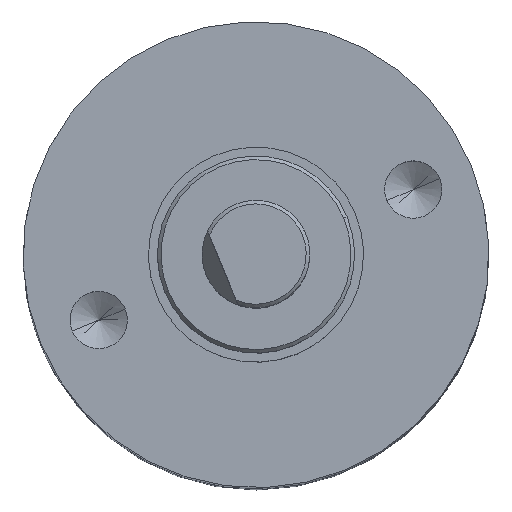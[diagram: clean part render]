
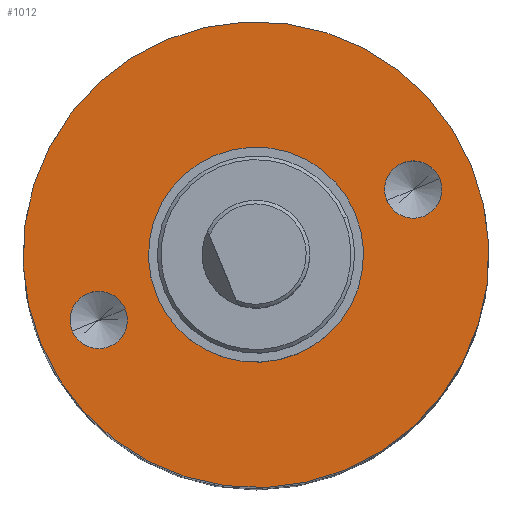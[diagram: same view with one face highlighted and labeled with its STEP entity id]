
A CAD part, top view. The second image highlights one B-rep face of the part: STEP entity #1012.
In plain terms, the highlighted face is planar.
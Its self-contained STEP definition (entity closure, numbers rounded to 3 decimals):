
#23 = DIRECTION ( 'NONE',  ( 1., 0., 0. ) ) ;
#114 = EDGE_CURVE ( 'NONE', #2503, #1454, #3010, .T. ) ;
#162 = CARTESIAN_POINT ( 'NONE',  ( 3., 0., 0. ) ) ;
#165 = ORIENTED_EDGE ( 'NONE', *, *, #992, .F. ) ;
#195 = ORIENTED_EDGE ( 'NONE', *, *, #1039, .F. ) ;
#198 = CIRCLE ( 'NONE', #1073, 0.8 ) ;
#346 = CARTESIAN_POINT ( 'NONE',  ( -3., 0., 0. ) ) ;
#373 = AXIS2_PLACEMENT_3D ( 'NONE', #5104, #2558, #23 ) ;
#380 = CARTESIAN_POINT ( 'NONE',  ( 0., 0., 0. ) ) ;
#381 = VERTEX_POINT ( 'NONE', #5217 ) ;
#393 = CARTESIAN_POINT ( 'NONE',  ( 4.75, 0., 0. ) ) ;
#495 = ORIENTED_EDGE ( 'NONE', *, *, #894, .T. ) ;
#602 = ORIENTED_EDGE ( 'NONE', *, *, #3174, .T. ) ;
#640 = VERTEX_POINT ( 'NONE', #3022 ) ;
#671 = DIRECTION ( 'NONE',  ( 0., 0., 1. ) ) ;
#818 = DIRECTION ( 'NONE',  ( 1., 0., 0. ) ) ;
#835 = DIRECTION ( 'NONE',  ( -1., 0., 0. ) ) ;
#867 = EDGE_CURVE ( 'NONE', #2750, #1611, #4202, .T. ) ;
#875 = DIRECTION ( 'NONE',  ( 1., 0., 0. ) ) ;
#894 = EDGE_CURVE ( 'NONE', #1903, #3058, #2942, .T. ) ;
#992 = EDGE_CURVE ( 'NONE', #381, #640, #2673, .T. ) ;
#1012 = ADVANCED_FACE ( 'NONE', ( #4797, #3796, #3653, #2540 ), #2555, .F. ) ;
#1039 = EDGE_CURVE ( 'NONE', #640, #381, #3533, .T. ) ;
#1073 = AXIS2_PLACEMENT_3D ( 'NONE', #393, #3362, #835 ) ;
#1148 = CARTESIAN_POINT ( 'NONE',  ( 0., 0., 0. ) ) ;
#1203 = CIRCLE ( 'NONE', #373, 3. ) ;
#1212 = DIRECTION ( 'NONE',  ( 0., 0., -1. ) ) ;
#1238 = ORIENTED_EDGE ( 'NONE', *, *, #4019, .F. ) ;
#1269 = CARTESIAN_POINT ( 'NONE',  ( 0., 0., 0. ) ) ;
#1285 = CARTESIAN_POINT ( 'NONE',  ( -6.5, 0., 0. ) ) ;
#1338 = ORIENTED_EDGE ( 'NONE', *, *, #2226, .F. ) ;
#1454 = VERTEX_POINT ( 'NONE', #1285 ) ;
#1553 = DIRECTION ( 'NONE',  ( 1., 0., 0. ) ) ;
#1611 = VERTEX_POINT ( 'NONE', #2797 ) ;
#1685 = CARTESIAN_POINT ( 'NONE',  ( -4.75, 0., 0. ) ) ;
#1724 = CARTESIAN_POINT ( 'NONE',  ( -4.75, 0., 0. ) ) ;
#1742 = ORIENTED_EDGE ( 'NONE', *, *, #114, .F. ) ;
#1876 = AXIS2_PLACEMENT_3D ( 'NONE', #3757, #1212, #4187 ) ;
#1903 = VERTEX_POINT ( 'NONE', #162 ) ;
#1904 = AXIS2_PLACEMENT_3D ( 'NONE', #3204, #671, #3629 ) ;
#2113 = DIRECTION ( 'NONE',  ( -1., 0., 0. ) ) ;
#2158 = DIRECTION ( 'NONE',  ( -1., 0., 0. ) ) ;
#2226 = EDGE_CURVE ( 'NONE', #1611, #2750, #198, .T. ) ;
#2326 = AXIS2_PLACEMENT_3D ( 'NONE', #1148, #4114, #1553 ) ;
#2460 = AXIS2_PLACEMENT_3D ( 'NONE', #380, #3348, #818 ) ;
#2503 = VERTEX_POINT ( 'NONE', #5225 ) ;
#2540 = FACE_OUTER_BOUND ( 'NONE', #2796, .T. ) ;
#2555 = PLANE ( 'NONE',  #4165 ) ;
#2558 = DIRECTION ( 'NONE',  ( 0., 0., 1. ) ) ;
#2673 = CIRCLE ( 'NONE', #3025, 0.8 ) ;
#2750 = VERTEX_POINT ( 'NONE', #4344 ) ;
#2796 = EDGE_LOOP ( 'NONE', ( #1238, #1742 ) ) ;
#2797 = CARTESIAN_POINT ( 'NONE',  ( 5.55, 0., 0. ) ) ;
#2942 = CIRCLE ( 'NONE', #2460, 3. ) ;
#3010 = CIRCLE ( 'NONE', #1904, 6.5 ) ;
#3022 = CARTESIAN_POINT ( 'NONE',  ( -5.55, 0., 0. ) ) ;
#3025 = AXIS2_PLACEMENT_3D ( 'NONE', #1685, #4677, #2113 ) ;
#3058 = VERTEX_POINT ( 'NONE', #346 ) ;
#3174 = EDGE_CURVE ( 'NONE', #3058, #1903, #1203, .T. ) ;
#3204 = CARTESIAN_POINT ( 'NONE',  ( 0., 0., 0. ) ) ;
#3220 = EDGE_LOOP ( 'NONE', ( #195, #165 ) ) ;
#3348 = DIRECTION ( 'NONE',  ( 0., 0., 1. ) ) ;
#3362 = DIRECTION ( 'NONE',  ( 0., 0., -1. ) ) ;
#3407 = DIRECTION ( 'NONE',  ( 0., 0., 1. ) ) ;
#3533 = CIRCLE ( 'NONE', #3882, 0.8 ) ;
#3562 = ORIENTED_EDGE ( 'NONE', *, *, #867, .F. ) ;
#3629 = DIRECTION ( 'NONE',  ( 1., 0., 0. ) ) ;
#3653 = FACE_BOUND ( 'NONE', #4080, .T. ) ;
#3757 = CARTESIAN_POINT ( 'NONE',  ( 4.75, 0., 0. ) ) ;
#3796 = FACE_BOUND ( 'NONE', #3220, .T. ) ;
#3882 = AXIS2_PLACEMENT_3D ( 'NONE', #1724, #4709, #2158 ) ;
#4019 = EDGE_CURVE ( 'NONE', #1454, #2503, #4620, .T. ) ;
#4080 = EDGE_LOOP ( 'NONE', ( #495, #602 ) ) ;
#4114 = DIRECTION ( 'NONE',  ( 0., 0., 1. ) ) ;
#4165 = AXIS2_PLACEMENT_3D ( 'NONE', #1269, #3407, #875 ) ;
#4179 = EDGE_LOOP ( 'NONE', ( #3562, #1338 ) ) ;
#4187 = DIRECTION ( 'NONE',  ( -1., 0., 0. ) ) ;
#4202 = CIRCLE ( 'NONE', #1876, 0.8 ) ;
#4344 = CARTESIAN_POINT ( 'NONE',  ( 3.95, 0., 0. ) ) ;
#4620 = CIRCLE ( 'NONE', #2326, 6.5 ) ;
#4677 = DIRECTION ( 'NONE',  ( 0., 0., -1. ) ) ;
#4709 = DIRECTION ( 'NONE',  ( 0., 0., -1. ) ) ;
#4797 = FACE_BOUND ( 'NONE', #4179, .T. ) ;
#5104 = CARTESIAN_POINT ( 'NONE',  ( 0., 0., 0. ) ) ;
#5217 = CARTESIAN_POINT ( 'NONE',  ( -3.95, 0., 0. ) ) ;
#5225 = CARTESIAN_POINT ( 'NONE',  ( 6.5, 0., 0. ) ) ;
